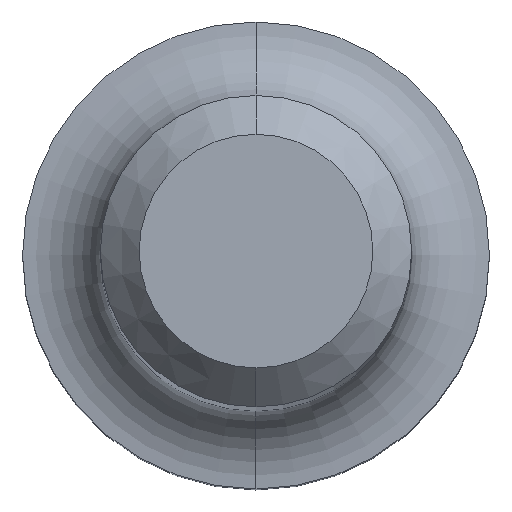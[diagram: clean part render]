
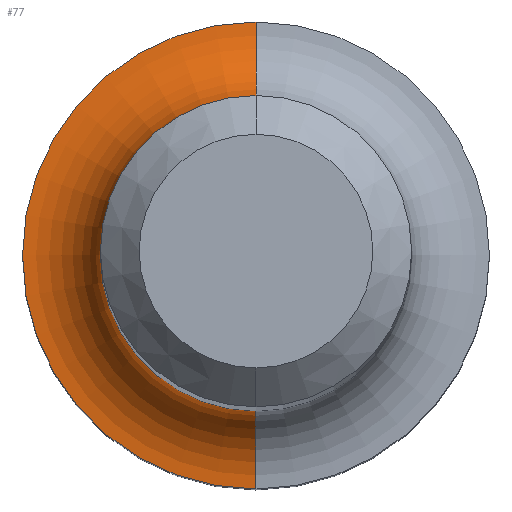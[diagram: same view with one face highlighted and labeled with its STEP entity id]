
A CAD part, top view. The second image highlights one B-rep face of the part: STEP entity #77.
In plain terms, the highlighted toroidal (fillet/blend) face has major radius 4.763 mm and minor radius 1.587 mm.
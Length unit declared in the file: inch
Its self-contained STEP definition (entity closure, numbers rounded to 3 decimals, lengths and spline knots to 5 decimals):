
#5 = CIRCLE ( 'NONE', #206, 0.0625 ) ;
#9 = CARTESIAN_POINT ( 'NONE',  ( 0., 0.125, -1.9405 ) ) ;
#11 = EDGE_CURVE ( 'NONE', #174, #491, #100, .T. ) ;
#14 = AXIS2_PLACEMENT_3D ( 'NONE', #203, #465, #50 ) ;
#50 = DIRECTION ( 'NONE',  ( 0., -1., 0. ) ) ;
#67 = DIRECTION ( 'NONE',  ( 0., 0., 1. ) ) ;
#74 = CARTESIAN_POINT ( 'NONE',  ( 0., 0., -2.003 ) ) ;
#77 = ADVANCED_FACE ( 'NONE', ( #235 ), #415, .F. ) ;
#93 = CARTESIAN_POINT ( 'NONE',  ( 0., 0.1875, -1.9405 ) ) ;
#100 = CIRCLE ( 'NONE', #339, 0.1875 ) ;
#105 = DIRECTION ( 'NONE',  ( 0., -1., 0. ) ) ;
#108 = CARTESIAN_POINT ( 'NONE',  ( 0., -0.1875, -1.9405 ) ) ;
#143 = DIRECTION ( 'NONE',  ( -1., 0., 0. ) ) ;
#146 = DIRECTION ( 'NONE',  ( 1., 0., 0. ) ) ;
#167 = CARTESIAN_POINT ( 'NONE',  ( 0., -0.1875, -2.003 ) ) ;
#174 = VERTEX_POINT ( 'NONE', #242 ) ;
#186 = CIRCLE ( 'NONE', #384, 0.125 ) ;
#203 = CARTESIAN_POINT ( 'NONE',  ( 0., 0., -1.9405 ) ) ;
#206 = AXIS2_PLACEMENT_3D ( 'NONE', #108, #143, #105 ) ;
#211 = EDGE_LOOP ( 'NONE', ( #490, #371, #268, #358 ) ) ;
#221 = DIRECTION ( 'NONE',  ( 0., 1., 0. ) ) ;
#226 = CARTESIAN_POINT ( 'NONE',  ( 0., 0., -1.9405 ) ) ;
#229 = CIRCLE ( 'NONE', #404, 0.0625 ) ;
#235 = FACE_OUTER_BOUND ( 'NONE', #211, .T. ) ;
#242 = CARTESIAN_POINT ( 'NONE',  ( 0., 0.1875, -2.003 ) ) ;
#268 = ORIENTED_EDGE ( 'NONE', *, *, #11, .T. ) ;
#271 = DIRECTION ( 'NONE',  ( 0., -1., 0. ) ) ;
#281 = EDGE_CURVE ( 'NONE', #473, #174, #229, .T. ) ;
#298 = DIRECTION ( 'NONE',  ( 0., 0., 1. ) ) ;
#313 = EDGE_CURVE ( 'NONE', #473, #395, #186, .T. ) ;
#322 = EDGE_CURVE ( 'NONE', #395, #491, #5, .T. ) ;
#326 = DIRECTION ( 'NONE',  ( 0., -1., 0. ) ) ;
#339 = AXIS2_PLACEMENT_3D ( 'NONE', #74, #298, #271 ) ;
#358 = ORIENTED_EDGE ( 'NONE', *, *, #322, .F. ) ;
#371 = ORIENTED_EDGE ( 'NONE', *, *, #281, .T. ) ;
#373 = CARTESIAN_POINT ( 'NONE',  ( 0., -0.125, -1.9405 ) ) ;
#384 = AXIS2_PLACEMENT_3D ( 'NONE', #226, #67, #326 ) ;
#395 = VERTEX_POINT ( 'NONE', #373 ) ;
#404 = AXIS2_PLACEMENT_3D ( 'NONE', #93, #146, #221 ) ;
#415 = TOROIDAL_SURFACE ( 'NONE', #14, 0.1875, 0.0625 ) ;
#465 = DIRECTION ( 'NONE',  ( 0., 0., 1. ) ) ;
#473 = VERTEX_POINT ( 'NONE', #9 ) ;
#490 = ORIENTED_EDGE ( 'NONE', *, *, #313, .F. ) ;
#491 = VERTEX_POINT ( 'NONE', #167 ) ;
